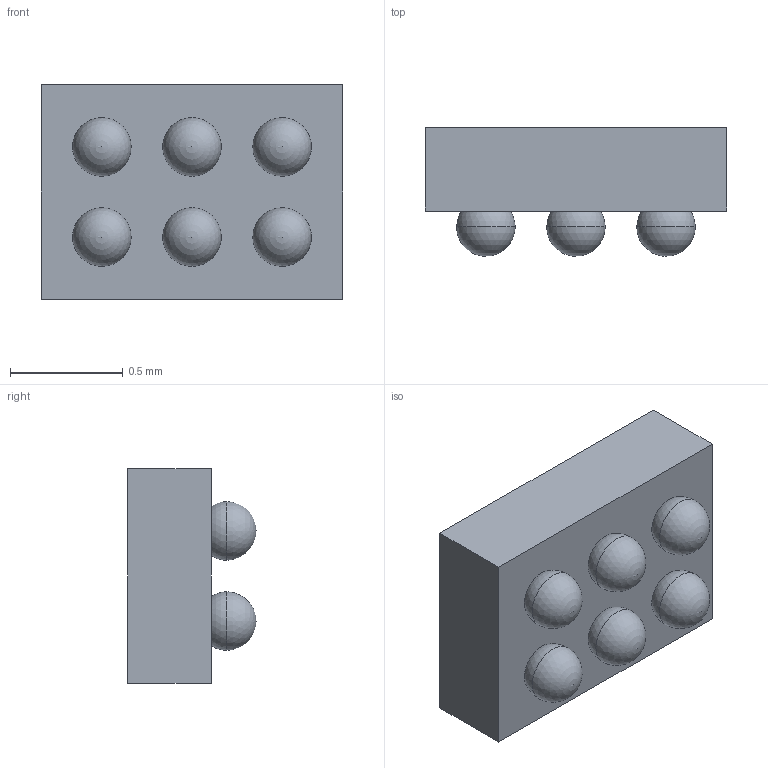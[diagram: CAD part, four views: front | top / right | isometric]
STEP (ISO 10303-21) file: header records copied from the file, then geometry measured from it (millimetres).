
FILE_DESCRIPTION (( 'STEP AP214' ), '1' );
FILE_NAME ('WLCSP6_0.95x1.34mm_Pitch0.4mm.STEP', '2018-01-30T13:43:51', ( '' ), ( '' ), 'SwSTEP 2.0', 'SolidWorks 2018', '' );
FILE_SCHEMA (( 'AUTOMOTIVE_DESIGN' ));
Length unit declared in the file: millimetre
Products named in the file (1): WLCSP6_0.95x1.34mm_Pitch0.4mm
Bounding box: 1.34 x 0.57 x 0.95 mm (x, y, z)
Volume: 0.5 mm3; surface area: 5 mm2
Topology: 1 solids, 1 shells, 21 faces, 66 edges, 48 vertices
Faces by surface type: sphere 12, plane 7, cylinder 2
Entity records: 762 total; most frequent: DIRECTION 114, CARTESIAN_POINT 100, ORIENTED_EDGE 84, AXIS2_PLACEMENT_3D 50, EDGE_CURVE 42, VERTEX_POINT 36, EDGE_LOOP 34, CIRCLE 28
